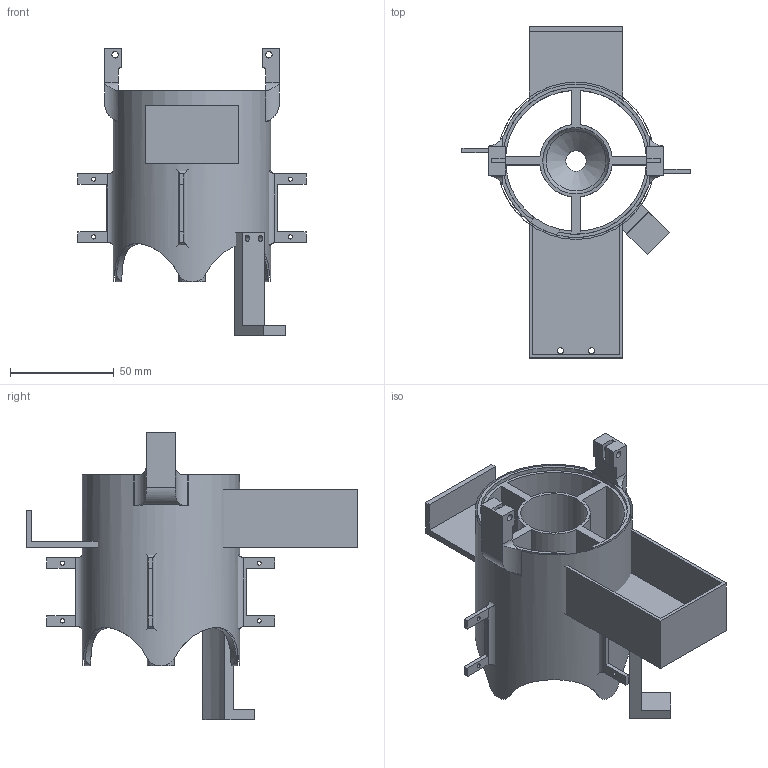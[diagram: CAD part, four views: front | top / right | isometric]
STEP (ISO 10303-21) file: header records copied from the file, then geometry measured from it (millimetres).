
FILE_DESCRIPTION(/* description */ ('STEP AP242','CAx-IF Rec.Pracs.---Representation and Presentation of Product Manufacturing Information (PMI)---4.0---2014-10-13','CAx-IF Rec.Pracs.---3D Tessellated Geometry---0.4---2014-09-14','2;1'),/* implementation_level */ '2;1');
FILE_NAME(/* name */ '66c5492d7022594578434501',/* time_stamp */ '2024-08-21T01:55:57Z',/* author */ (''),/* organization */ (''),/* preprocessor_version */ 'ST-DEVELOPER v20',/* originating_system */ ' ',/* authorisation */ ' ');
FILE_SCHEMA (('AP242_MANAGED_MODEL_BASED_3D_ENGINEERING_MIM_LF { 1 0 10303 442 1 1 4 }'));
Length unit declared in the file: metre
Products named in the file (3): Part 2; Surface 1; Part 1
Bounding box: 109.8 x 159.8 x 138.57 mm (x, y, z)
Volume: 106820.4 mm3; surface area: 100452.2 mm2
Topology: 2 solids, 3 shells, 193 faces, 589 edges, 397 vertices
Faces by surface type: plane 99, cylinder 82, torus 10, cone 2
Full cylindrical faces by diameter (mm): 2 x8, 3 x12, 3.15 x12, 10 x1, 13 x1, 32 x1, 67.8 x1, 73.8 x1, 75.8 x1
Entity records: 7034 total; most frequent: CARTESIAN_POINT 1990, ORIENTED_EDGE 1032, DIRECTION 908, EDGE_CURVE 524, VERTEX_POINT 378, AXIS2_PLACEMENT_3D 314, EDGE_LOOP 310, FACE_BOUND 310
